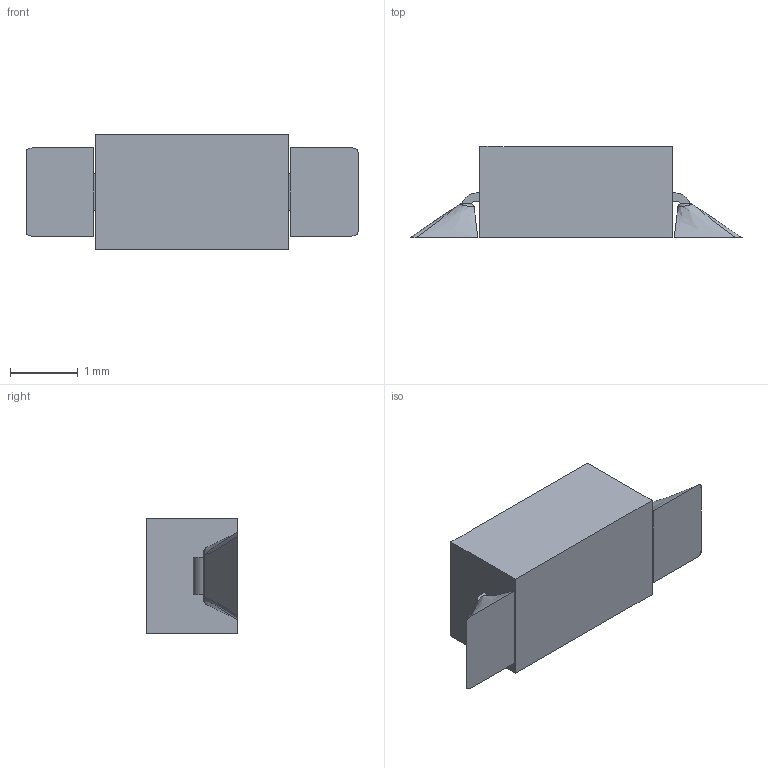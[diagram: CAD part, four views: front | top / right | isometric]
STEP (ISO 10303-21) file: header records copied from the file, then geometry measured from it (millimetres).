
FILE_DESCRIPTION (( 'STEP AP203' ), '1' );
FILE_NAME ('NANO DIODE_Default_sldprt.STEP', '2024-02-04T16:43:25', ( '' ), ( '' ), 'SwSTEP 2.0', 'SolidWorks 2023', '' );
FILE_SCHEMA (( 'CONFIG_CONTROL_DESIGN' ));
Length unit declared in the file: millimetre
Products named in the file (1): NANO DIODE_Default_sldprt
Bounding box: 4.9 x 1.35 x 1.7 mm (x, y, z)
Volume: 7.2 mm3; surface area: 29.4 mm2
Topology: 1 solids, 1 shells, 85 faces, 231 edges, 154 vertices
Faces by surface type: plane 43, bspline 34, cylinder 8
Entity records: 4516 total; most frequent: CARTESIAN_POINT 2539, ORIENTED_EDGE 462, DIRECTION 275, EDGE_CURVE 231, VERTEX_POINT 154, LINE 131, VECTOR 131, EDGE_LOOP 91
